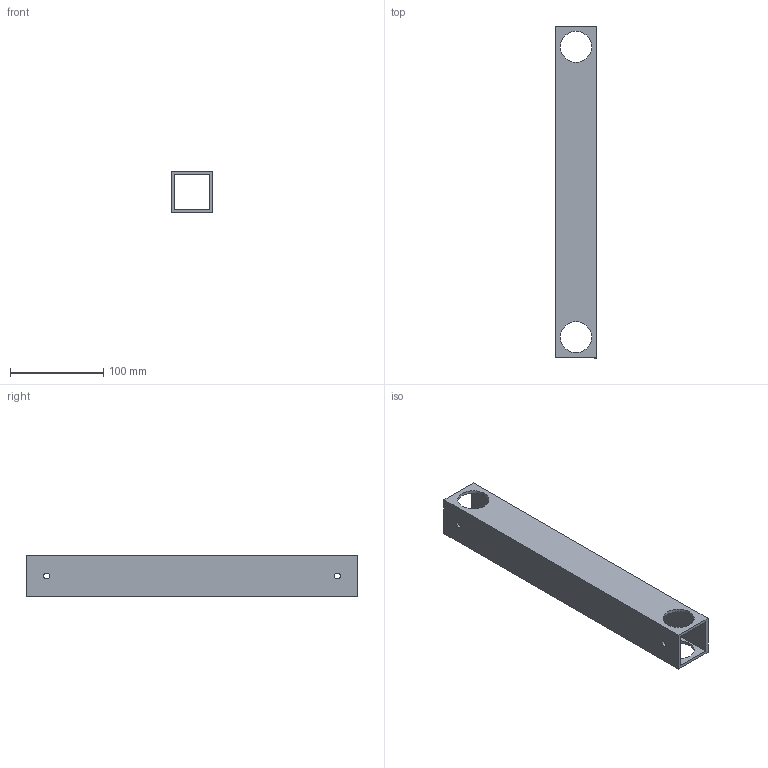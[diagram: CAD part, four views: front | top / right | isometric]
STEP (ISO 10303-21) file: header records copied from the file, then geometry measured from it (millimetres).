
FILE_DESCRIPTION(/* description */ (''),/* implementation_level */ '2;1');
FILE_NAME(/* name */ 'GE-18032-02.ipt.stp',/* time_stamp */ '2018-01-01T11:17:13-08:00',/* author */ ('PhillipD'),/* organization */ (''),/* preprocessor_version */ 'ST-DEVELOPER v16.13',/* originating_system */ 'Autodesk Inventor 2018',/* authorisation */ '');
FILE_SCHEMA (('CONFIG_CONTROL_DESIGN','AUTOMOTIVE_DESIGN { 1 0 10303 214 3 1 1 }'));
Length unit declared in the file: inch
Products named in the file (1): GE-18032-02
Bounding box: 44.45 x 355.6 x 44.45 mm (x, y, z)
Volume: 174872.8 mm3; surface area: 112790.5 mm2
Topology: 1 solids, 1 shells, 18 faces, 48 edges, 32 vertices
Faces by surface type: plane 10, cylinder 8
Full cylindrical faces by diameter (mm): 6.35 x4, 33.401 x4
Entity records: 623 total; most frequent: DIRECTION 94, CARTESIAN_POINT 91, ORIENTED_EDGE 80, EDGE_LOOP 44, EDGE_CURVE 40, AXIS2_PLACEMENT_3D 35, VERTEX_POINT 32, FACE_BOUND 26
